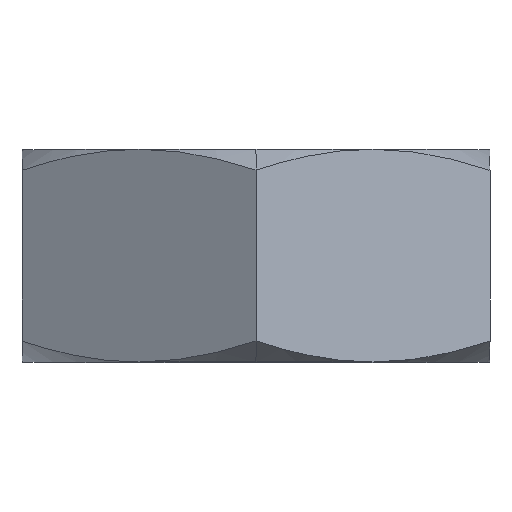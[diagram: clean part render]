
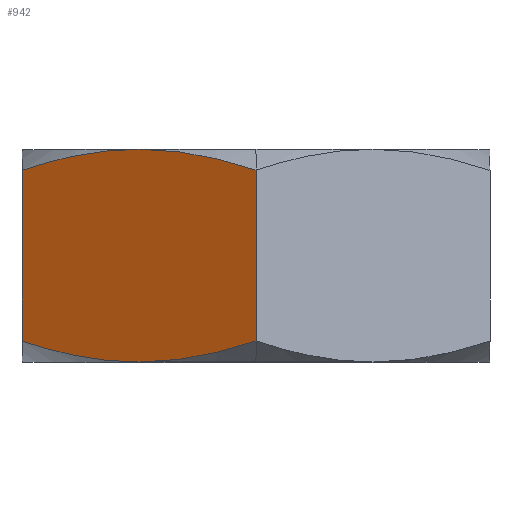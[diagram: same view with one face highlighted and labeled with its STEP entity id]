
A CAD part, top view. The second image highlights one B-rep face of the part: STEP entity #942.
In plain terms, the highlighted planar face has unit normal (-0.5, 0, 0.866).
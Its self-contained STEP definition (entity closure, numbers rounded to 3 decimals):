
#133 = CARTESIAN_POINT ( 'NONE',  ( 0., 8.035, 25.403 ) ) ;
#187 = CARTESIAN_POINT ( 'NONE',  ( -11., 10., 19.053 ) ) ;
#536 = CARTESIAN_POINT ( 'NONE',  ( -11., 10., 19.053 ) ) ;
#562 = CARTESIAN_POINT ( 'NONE',  ( 0., 8.035, 25.403 ) ) ;
#586 = CARTESIAN_POINT ( 'NONE',  ( -8.665, 9.909, 20.401 ) ) ;
#626 = VECTOR ( 'NONE', #2082, 1000. ) ;
#673 = CARTESIAN_POINT ( 'NONE',  ( -10.064, -9.988, 19.593 ) ) ;
#848 = CARTESIAN_POINT ( 'NONE',  ( -11., 10., 19.053 ) ) ;
#855 = B_SPLINE_CURVE_WITH_KNOTS ( 'NONE', 3,
 ( #4642, #2806, #1655, #2783, #4279, #848 ),
 .UNSPECIFIED., .F., .F.,
 ( 4, 2, 4 ),
 ( 0., 0.006, 0.013 ),
 .UNSPECIFIED. ) ;
#899 = CARTESIAN_POINT ( 'NONE',  ( -11., -10., 19.053 ) ) ;
#927 = CARTESIAN_POINT ( 'NONE',  ( -10.064, 9.988, 19.593 ) ) ;
#942 = ADVANCED_FACE ( 'NONE', ( #4380 ), #1412, .F. ) ;
#952 = CARTESIAN_POINT ( 'NONE',  ( -9.13, 9.943, 20.132 ) ) ;
#1068 = B_SPLINE_CURVE_WITH_KNOTS ( 'NONE', 3,
 ( #187, #2469, #927, #952, #586, #3202, #3538, #1726, #4691, #562 ),
 .UNSPECIFIED., .F., .F.,
 ( 4, 2, 2, 2, 4 ),
 ( 0.013, 0.014, 0.016, 0.019, 0.026 ),
 .UNSPECIFIED. ) ;
#1122 = ORIENTED_EDGE ( 'NONE', *, *, #3534, .F. ) ;
#1147 = VERTEX_POINT ( 'NONE', #2247 ) ;
#1263 = CARTESIAN_POINT ( 'NONE',  ( -14.725, -9.813, 16.902 ) ) ;
#1323 = B_SPLINE_CURVE_WITH_KNOTS ( 'NONE', 3,
 ( #3899, #3533, #2416, #1263, #4254, #899 ),
 .UNSPECIFIED., .F., .F.,
 ( 4, 2, 4 ),
 ( 0., 0.006, 0.013 ),
 .UNSPECIFIED. ) ;
#1404 = CARTESIAN_POINT ( 'NONE',  ( 0., -8.035, 25.403 ) ) ;
#1412 = PLANE ( 'NONE',  #2260 ) ;
#1460 = DIRECTION ( 'NONE',  ( 0.5, 0., -0.866 ) ) ;
#1655 = CARTESIAN_POINT ( 'NONE',  ( -18.388, 9.129, 14.787 ) ) ;
#1710 = VERTEX_POINT ( 'NONE', #2387 ) ;
#1726 = CARTESIAN_POINT ( 'NONE',  ( -3.605, 9.127, 23.322 ) ) ;
#1778 = ORIENTED_EDGE ( 'NONE', *, *, #3185, .T. ) ;
#1796 = CARTESIAN_POINT ( 'NONE',  ( -3.605, -9.127, 23.322 ) ) ;
#1913 = EDGE_CURVE ( 'NONE', #3841, #1962, #3677, .T. ) ;
#1962 = VERTEX_POINT ( 'NONE', #2951 ) ;
#2082 = DIRECTION ( 'NONE',  ( 0., -1., 0. ) ) ;
#2145 = CARTESIAN_POINT ( 'NONE',  ( -7.274, -9.774, 21.204 ) ) ;
#2247 = CARTESIAN_POINT ( 'NONE',  ( -22., 8.035, 12.702 ) ) ;
#2260 = AXIS2_PLACEMENT_3D ( 'NONE', #3632, #1460, #2589 ) ;
#2371 = EDGE_CURVE ( 'NONE', #1710, #3841, #1323, .T. ) ;
#2387 = CARTESIAN_POINT ( 'NONE',  ( -22., -8.035, 12.702 ) ) ;
#2405 = EDGE_CURVE ( 'NONE', #1147, #3950, #855, .T. ) ;
#2416 = CARTESIAN_POINT ( 'NONE',  ( -18.388, -9.129, 14.787 ) ) ;
#2451 = CARTESIAN_POINT ( 'NONE',  ( -10.533, -10., 19.322 ) ) ;
#2469 = CARTESIAN_POINT ( 'NONE',  ( -10.533, 10., 19.322 ) ) ;
#2589 = DIRECTION ( 'NONE',  ( -0.866, 0., -0.5 ) ) ;
#2738 = DIRECTION ( 'NONE',  ( 0., -1., 0. ) ) ;
#2783 = CARTESIAN_POINT ( 'NONE',  ( -14.725, 9.813, 16.902 ) ) ;
#2806 = CARTESIAN_POINT ( 'NONE',  ( -20.201, 8.635, 13.741 ) ) ;
#2862 = CARTESIAN_POINT ( 'NONE',  ( -22., 10., 12.702 ) ) ;
#2905 = CARTESIAN_POINT ( 'NONE',  ( -6.352, -9.641, 21.736 ) ) ;
#2951 = CARTESIAN_POINT ( 'NONE',  ( 0., -8.035, 25.403 ) ) ;
#3185 = EDGE_CURVE ( 'NONE', #1147, #1710, #3206, .T. ) ;
#3202 = CARTESIAN_POINT ( 'NONE',  ( -7.274, 9.774, 21.204 ) ) ;
#3206 = LINE ( 'NONE', #2862, #626 ) ;
#3517 = CARTESIAN_POINT ( 'NONE',  ( -11., -10., 19.053 ) ) ;
#3533 = CARTESIAN_POINT ( 'NONE',  ( -20.201, -8.635, 13.741 ) ) ;
#3534 = EDGE_CURVE ( 'NONE', #4530, #1962, #4493, .T. ) ;
#3538 = CARTESIAN_POINT ( 'NONE',  ( -6.352, 9.641, 21.736 ) ) ;
#3557 = ORIENTED_EDGE ( 'NONE', *, *, #2371, .T. ) ;
#3632 = CARTESIAN_POINT ( 'NONE',  ( -22., 10., 12.702 ) ) ;
#3677 = B_SPLINE_CURVE_WITH_KNOTS ( 'NONE', 3,
 ( #3517, #2451, #673, #4675, #3932, #2145, #2905, #1796, #4756, #1404 ),
 .UNSPECIFIED., .F., .F.,
 ( 4, 2, 2, 2, 4 ),
 ( 0.013, 0.014, 0.016, 0.019, 0.026 ),
 .UNSPECIFIED. ) ;
#3806 = CARTESIAN_POINT ( 'NONE',  ( 0., 10., 25.403 ) ) ;
#3829 = VECTOR ( 'NONE', #2738, 1000. ) ;
#3833 = EDGE_CURVE ( 'NONE', #3950, #4530, #1068, .T. ) ;
#3841 = VERTEX_POINT ( 'NONE', #4259 ) ;
#3899 = CARTESIAN_POINT ( 'NONE',  ( -22., -8.035, 12.702 ) ) ;
#3932 = CARTESIAN_POINT ( 'NONE',  ( -8.665, -9.909, 20.401 ) ) ;
#3950 = VERTEX_POINT ( 'NONE', #536 ) ;
#4138 = EDGE_LOOP ( 'NONE', ( #1778, #3557, #4215, #1122, #4645, #4382 ) ) ;
#4215 = ORIENTED_EDGE ( 'NONE', *, *, #1913, .T. ) ;
#4254 = CARTESIAN_POINT ( 'NONE',  ( -12.874, -10., 17.971 ) ) ;
#4259 = CARTESIAN_POINT ( 'NONE',  ( -11., -10., 19.053 ) ) ;
#4279 = CARTESIAN_POINT ( 'NONE',  ( -12.874, 10., 17.971 ) ) ;
#4380 = FACE_OUTER_BOUND ( 'NONE', #4138, .T. ) ;
#4382 = ORIENTED_EDGE ( 'NONE', *, *, #2405, .F. ) ;
#4493 = LINE ( 'NONE', #3806, #3829 ) ;
#4530 = VERTEX_POINT ( 'NONE', #133 ) ;
#4642 = CARTESIAN_POINT ( 'NONE',  ( -22., 8.035, 12.702 ) ) ;
#4645 = ORIENTED_EDGE ( 'NONE', *, *, #3833, .F. ) ;
#4675 = CARTESIAN_POINT ( 'NONE',  ( -9.13, -9.943, 20.132 ) ) ;
#4691 = CARTESIAN_POINT ( 'NONE',  ( -1.795, 8.633, 24.367 ) ) ;
#4756 = CARTESIAN_POINT ( 'NONE',  ( -1.795, -8.633, 24.367 ) ) ;
